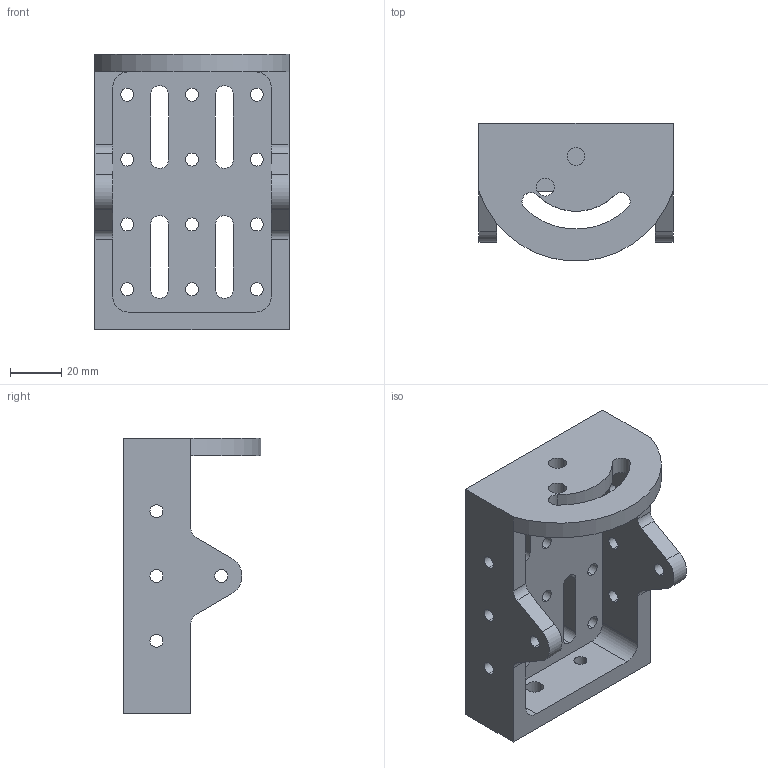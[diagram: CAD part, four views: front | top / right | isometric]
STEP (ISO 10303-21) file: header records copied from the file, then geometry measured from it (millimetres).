
FILE_DESCRIPTION (( 'STEP AP203' ), '1' );
FILE_NAME ('05ORP-1.STEP', '2016-04-19T07:38:24', ( '' ), ( '' ), 'SwSTEP 2.0', 'SolidWorks 2016', '' );
FILE_SCHEMA (( 'CONFIG_CONTROL_DESIGN' ));
Length unit declared in the file: millimetre
Products named in the file (1): 05ORP-1
Bounding box: 76 x 53.87 x 108 mm (x, y, z)
Volume: 108869.6 mm3; surface area: 39326.8 mm2
Topology: 1 solids, 1 shells, 103 faces, 303 edges, 202 vertices
Faces by surface type: cylinder 76, plane 27
Entity records: 3704 total; most frequent: DIRECTION 665, CARTESIAN_POINT 609, ORIENTED_EDGE 606, EDGE_CURVE 303, AXIS2_PLACEMENT_3D 258, VERTEX_POINT 202, EDGE_LOOP 161, CIRCLE 154
